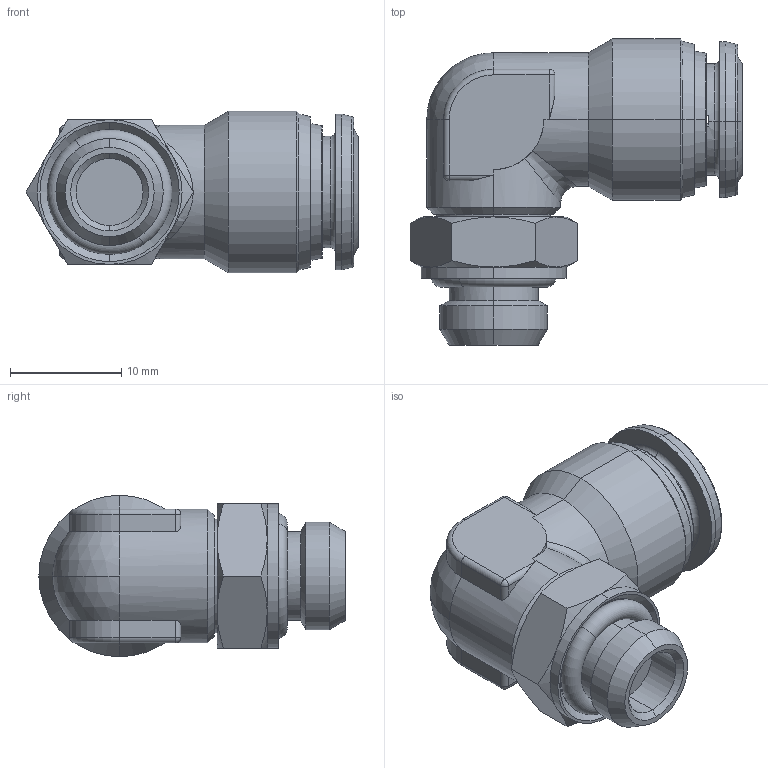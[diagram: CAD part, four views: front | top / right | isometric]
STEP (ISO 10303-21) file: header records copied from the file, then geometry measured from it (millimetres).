
FILE_DESCRIPTION (( 'STEP AP214' ), '1' );
FILE_NAME ('6011500005.step', '2012-10-16T16:33:03', ( '' ), ( '' ), 'SwSTEP 2.0', 'SolidWorks 2012', '' );
FILE_SCHEMA (( 'AUTOMOTIVE_DESIGN' ));
Length unit declared in the file: millimetre
Products named in the file (1): 6011500005
Bounding box: 29.81 x 27.5 x 14.5 mm (x, y, z)
Volume: 4796.4 mm3; surface area: 2550.9 mm2
Topology: 1 solids, 1 shells, 141 faces, 319 edges, 184 vertices
Faces by surface type: cylinder 40, cone 40, plane 38, torus 16, sphere 6, bspline 1
Entity records: 5682 total; most frequent: CARTESIAN_POINT 958, DIRECTION 706, ORIENTED_EDGE 630, EDGE_CURVE 315, AXIS2_PLACEMENT_3D 298, VERTEX_POINT 184, CIRCLE 157, EDGE_LOOP 153
